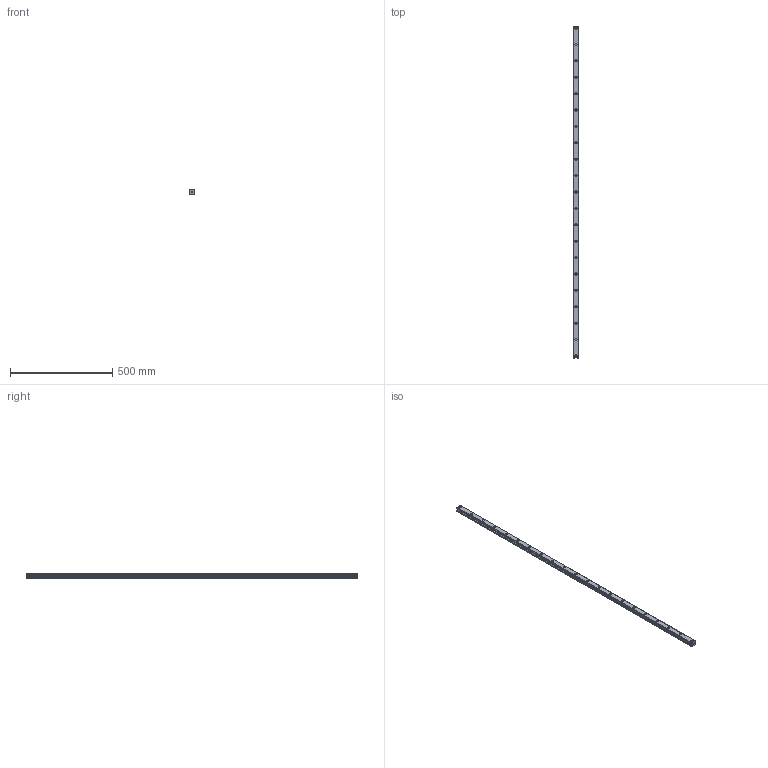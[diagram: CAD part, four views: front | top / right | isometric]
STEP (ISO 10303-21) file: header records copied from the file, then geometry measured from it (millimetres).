
FILE_DESCRIPTION(('STEP AP214'),'1');
FILE_NAME('cctmp_46D6BFF0-C47A-4DCB-A167-EC1F26D1BCCD_2021_02_10_10_46_34_0360..stp','2021-02-10T09:46:34',('HIWIN GmbH'),('CADClick - www.CADClick.com'),'Spatial InterOp 3D',' ','unknown authorization');
FILE_SCHEMA(('AUTOMOTIVE_DESIGN'));
Length unit declared in the file: millimetre
Products named in the file (1): EGR30R1620C_FILE
Bounding box: 28 x 1620 x 23 mm (x, y, z)
Volume: 904732.9 mm3; surface area: 182922.9 mm2
Topology: 1 solids, 1 shells, 292 faces, 669 edges, 446 vertices
Faces by surface type: plane 148, cylinder 144
Entity records: 10701 total; most frequent: DIRECTION 1543, CARTESIAN_POINT 1408, ORIENTED_EDGE 1338, EDGE_CURVE 669, AXIS2_PLACEMENT_3D 581, VERTEX_POINT 446, LINE 381, VECTOR 381
